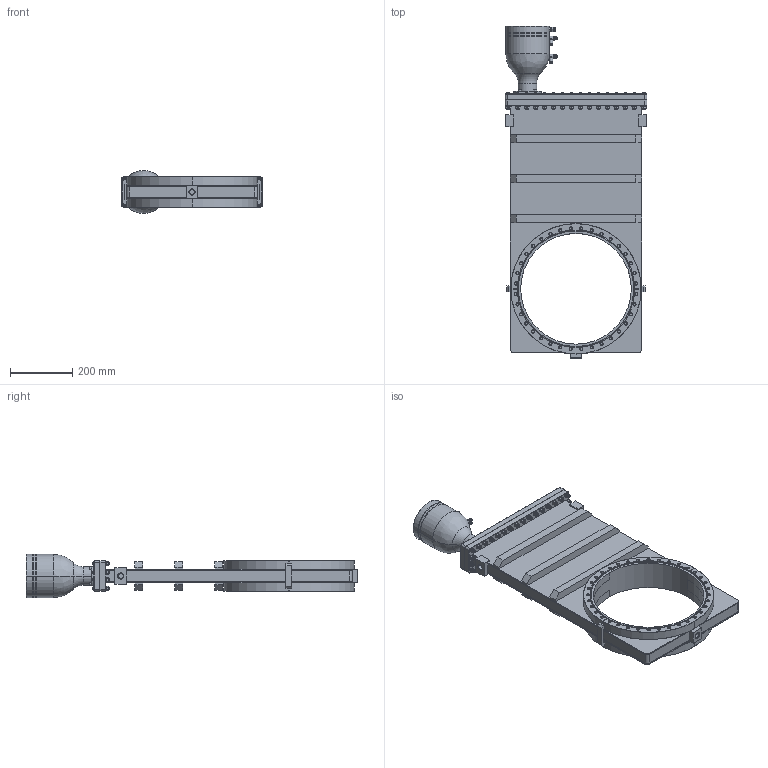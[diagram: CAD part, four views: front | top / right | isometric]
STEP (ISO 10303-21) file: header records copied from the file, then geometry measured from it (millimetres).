
FILE_DESCRIPTION((''),'2;1');
FILE_NAME('11221-1404R','2024-05-06T11:55:35',('jd'),(''),'CREO PARAMETRIC BY PTC INC, 2017380','CREO PARAMETRIC BY PTC INC, 2017380','');
FILE_SCHEMA(('CONFIG_CONTROL_DESIGN'));
Products named in the file (1): 11221-1404R
Bounding box: 454.99 x 1066.37 x 138.94 mm (x, y, z)
Volume: 17567970.5 mm3; surface area: 1265900.7 mm2
Topology: 3 solids, 78 shells, 2294 faces, 5287 edges, 3352 vertices
Faces by surface type: plane 1230, cylinder 604, cone 432, torus 26, bspline 2
Entity records: 76074 total; most frequent: CARTESIAN_POINT 23692, DIRECTION 11068, ORIENTED_EDGE 10424, EDGE_CURVE 5287, AXIS2_PLACEMENT_3D 3994, VERTEX_POINT 3352, VECTOR 3080, LINE 3080
